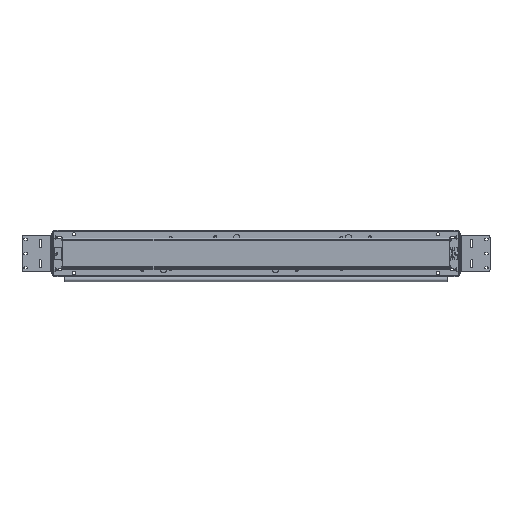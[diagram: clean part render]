
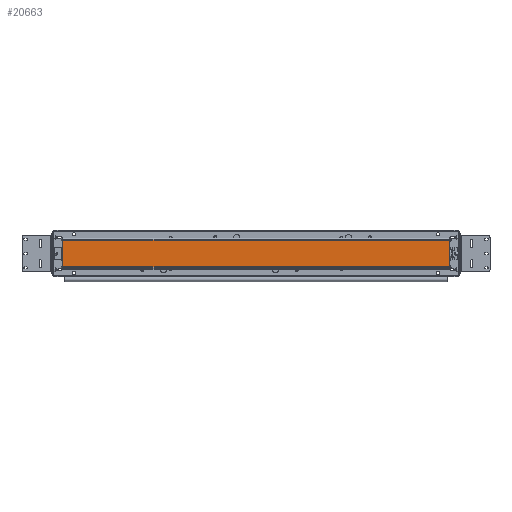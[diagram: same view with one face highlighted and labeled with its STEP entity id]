
A CAD part, front view. The second image highlights one B-rep face of the part: STEP entity #20663.
In plain terms, the highlighted planar face has unit normal (0, -1, 0).
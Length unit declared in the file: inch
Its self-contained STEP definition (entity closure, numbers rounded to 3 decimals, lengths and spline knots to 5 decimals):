
#304 = VERTEX_POINT ( 'NONE', #77563 ) ;
#2265 = VERTEX_POINT ( 'NONE', #67342 ) ;
#3073 = ORIENTED_EDGE ( 'NONE', *, *, #70437, .F. ) ;
#3820 = DIRECTION ( 'NONE',  ( 1., 0., 0. ) ) ;
#4002 = CARTESIAN_POINT ( 'NONE',  ( -23.7385, -3.5896, 1.65597 ) ) ;
#4802 = CARTESIAN_POINT ( 'NONE',  ( -27.73565, -3.5896, -1.71347 ) ) ;
#10622 = CARTESIAN_POINT ( 'NONE',  ( 23.7615, -3.5896, -1.71347 ) ) ;
#10716 = VERTEX_POINT ( 'NONE', #19461 ) ;
#15332 = ORIENTED_EDGE ( 'NONE', *, *, #31751, .F. ) ;
#16971 = EDGE_CURVE ( 'NONE', #304, #91068, #59106, .T. ) ;
#17052 = DIRECTION ( 'NONE',  ( 0., 0., 1. ) ) ;
#18731 = PLANE ( 'NONE',  #57985 ) ;
#19461 = CARTESIAN_POINT ( 'NONE',  ( 23.7615, -3.5896, 1.65597 ) ) ;
#20663 = ADVANCED_FACE ( 'NONE', ( #85591 ), #18731, .T. ) ;
#29791 = CARTESIAN_POINT ( 'NONE',  ( -23.7385, -3.5896, -1.65597 ) ) ;
#30949 = VECTOR ( 'NONE', #17052, 39.37008 ) ;
#31751 = EDGE_CURVE ( 'NONE', #10716, #2265, #73876, .T. ) ;
#34907 = ORIENTED_EDGE ( 'NONE', *, *, #42306, .T. ) ;
#38430 = DIRECTION ( 'NONE',  ( 0., 0., -1. ) ) ;
#42306 = EDGE_CURVE ( 'NONE', #304, #2265, #91566, .T. ) ;
#45732 = VECTOR ( 'NONE', #38430, 39.37008 ) ;
#47960 = CARTESIAN_POINT ( 'NONE',  ( -23.7385, -3.5896, 1.65597 ) ) ;
#48341 = DIRECTION ( 'NONE',  ( 0., -1., 0. ) ) ;
#50170 = ORIENTED_EDGE ( 'NONE', *, *, #16971, .F. ) ;
#57985 = AXIS2_PLACEMENT_3D ( 'NONE', #4802, #48341, #62166 ) ;
#59106 = LINE ( 'NONE', #59575, #30949 ) ;
#59575 = CARTESIAN_POINT ( 'NONE',  ( -23.7385, -3.5896, -1.71347 ) ) ;
#62166 = DIRECTION ( 'NONE',  ( 1., 0., 0. ) ) ;
#66040 = LINE ( 'NONE', #47960, #88521 ) ;
#67342 = CARTESIAN_POINT ( 'NONE',  ( 23.7615, -3.5896, -1.65597 ) ) ;
#70437 = EDGE_CURVE ( 'NONE', #91068, #10716, #66040, .T. ) ;
#73876 = LINE ( 'NONE', #10622, #45732 ) ;
#75777 = VECTOR ( 'NONE', #79477, 39.37008 ) ;
#77563 = CARTESIAN_POINT ( 'NONE',  ( -23.7385, -3.5896, -1.65597 ) ) ;
#79477 = DIRECTION ( 'NONE',  ( 1., 0., 0. ) ) ;
#83661 = EDGE_LOOP ( 'NONE', ( #34907, #15332, #3073, #50170 ) ) ;
#85591 = FACE_OUTER_BOUND ( 'NONE', #83661, .T. ) ;
#88521 = VECTOR ( 'NONE', #3820, 39.37008 ) ;
#91068 = VERTEX_POINT ( 'NONE', #4002 ) ;
#91566 = LINE ( 'NONE', #29791, #75777 ) ;
